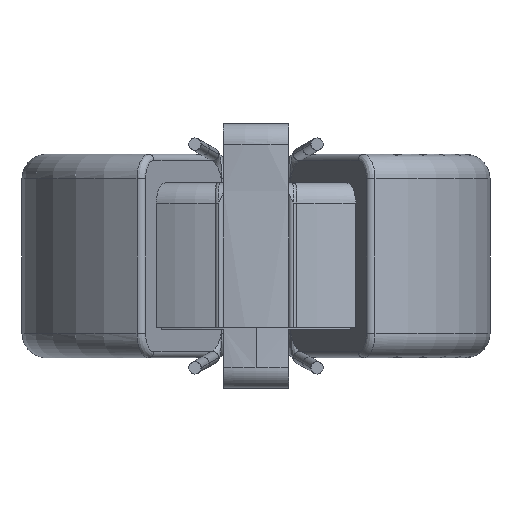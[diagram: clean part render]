
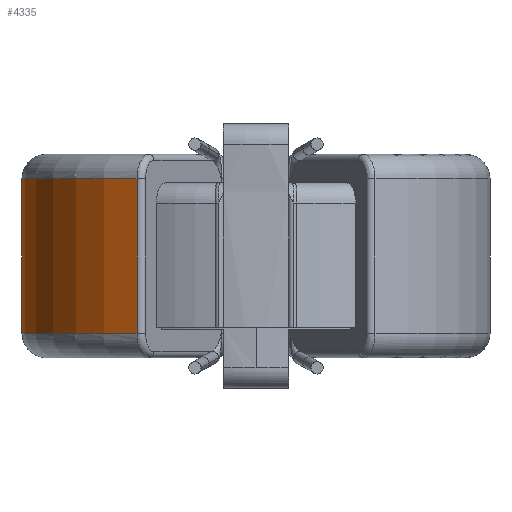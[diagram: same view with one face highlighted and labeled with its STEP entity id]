
A CAD part, front view. The second image highlights one B-rep face of the part: STEP entity #4335.
In plain terms, the highlighted cylindrical face has radius 11.5 mm (diameter 23 mm), a partial arc.
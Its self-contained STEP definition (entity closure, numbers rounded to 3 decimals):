
#265 = CARTESIAN_POINT ( 'NONE',  ( -11.5, 0., 3.8 ) ) ;
#268 = FACE_OUTER_BOUND ( 'NONE', #1867, .T. ) ;
#541 = VERTEX_POINT ( 'NONE', #4685 ) ;
#708 = DIRECTION ( 'NONE',  ( 0., 0., 1. ) ) ;
#901 = AXIS2_PLACEMENT_3D ( 'NONE', #2292, #708, #8114 ) ;
#1672 = VECTOR ( 'NONE', #11684, 1000. ) ;
#1768 = CARTESIAN_POINT ( 'NONE',  ( 0., 0., 3.8 ) ) ;
#1867 = EDGE_LOOP ( 'NONE', ( #5512, #15591, #4681, #8085 ) ) ;
#2241 = EDGE_CURVE ( 'NONE', #10824, #11948, #9770, .T. ) ;
#2292 = CARTESIAN_POINT ( 'NONE',  ( 0., 0., -3.8 ) ) ;
#3490 = DIRECTION ( 'NONE',  ( 0., 0., -1. ) ) ;
#4007 = EDGE_CURVE ( 'NONE', #11948, #8919, #14242, .T. ) ;
#4335 = ADVANCED_FACE ( 'NONE', ( #268 ), #4778, .T. ) ;
#4681 = ORIENTED_EDGE ( 'NONE', *, *, #15439, .T. ) ;
#4685 = CARTESIAN_POINT ( 'NONE',  ( -5.847, -9.902, -3.8 ) ) ;
#4778 = CYLINDRICAL_SURFACE ( 'NONE', #7940, 11.5 ) ;
#4882 = DIRECTION ( 'NONE',  ( 1., 0., 0. ) ) ;
#5512 = ORIENTED_EDGE ( 'NONE', *, *, #2241, .T. ) ;
#7940 = AXIS2_PLACEMENT_3D ( 'NONE', #10240, #14980, #10443 ) ;
#8085 = ORIENTED_EDGE ( 'NONE', *, *, #9179, .T. ) ;
#8114 = DIRECTION ( 'NONE',  ( 1., 0., 0. ) ) ;
#8919 = VERTEX_POINT ( 'NONE', #16715 ) ;
#9179 = EDGE_CURVE ( 'NONE', #541, #10824, #15620, .T. ) ;
#9603 = DIRECTION ( 'NONE',  ( 0., 0., -1. ) ) ;
#9770 = CIRCLE ( 'NONE', #17626, 11.5 ) ;
#10010 = CARTESIAN_POINT ( 'NONE',  ( -5.847, -9.902, 5. ) ) ;
#10240 = CARTESIAN_POINT ( 'NONE',  ( 0., 0., 5. ) ) ;
#10443 = DIRECTION ( 'NONE',  ( -1., 0., 0. ) ) ;
#10824 = VERTEX_POINT ( 'NONE', #16934 ) ;
#11684 = DIRECTION ( 'NONE',  ( 0., 0., 1. ) ) ;
#11948 = VERTEX_POINT ( 'NONE', #265 ) ;
#13159 = CIRCLE ( 'NONE', #901, 11.5 ) ;
#14242 = LINE ( 'NONE', #16954, #16633 ) ;
#14980 = DIRECTION ( 'NONE',  ( 0., 0., -1. ) ) ;
#15439 = EDGE_CURVE ( 'NONE', #8919, #541, #13159, .T. ) ;
#15591 = ORIENTED_EDGE ( 'NONE', *, *, #4007, .T. ) ;
#15620 = LINE ( 'NONE', #10010, #1672 ) ;
#16633 = VECTOR ( 'NONE', #9603, 1000. ) ;
#16715 = CARTESIAN_POINT ( 'NONE',  ( -11.5, 0., -3.8 ) ) ;
#16934 = CARTESIAN_POINT ( 'NONE',  ( -5.847, -9.902, 3.8 ) ) ;
#16954 = CARTESIAN_POINT ( 'NONE',  ( -11.5, 0., 5. ) ) ;
#17626 = AXIS2_PLACEMENT_3D ( 'NONE', #1768, #3490, #4882 ) ;
